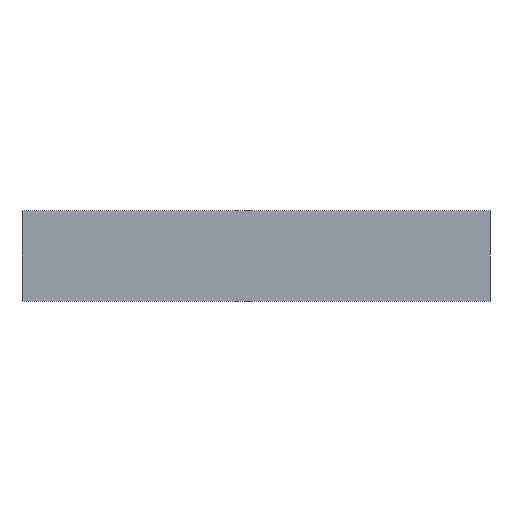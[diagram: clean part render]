
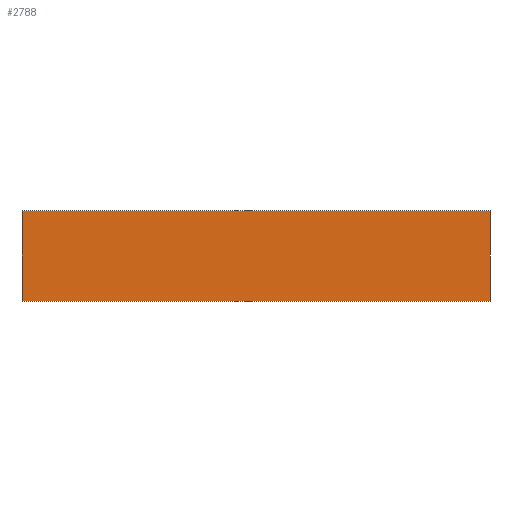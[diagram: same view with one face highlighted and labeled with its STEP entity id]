
A CAD part, left-side view. The second image highlights one B-rep face of the part: STEP entity #2788.
In plain terms, the highlighted planar face has unit normal (-1, 0, 0).
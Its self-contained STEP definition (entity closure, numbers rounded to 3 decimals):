
#2716=CARTESIAN_POINT('',(-0.01,3.205,-0.01));
#2717=VERTEX_POINT('',#2716);
#2724=CARTESIAN_POINT('',(-0.01,3.205,0.61));
#2725=VERTEX_POINT('',#2724);
#2726=CARTESIAN_POINT('',(-0.01,3.205,0.61));
#2727=DIRECTION('',(0.0,0.0,-1.0));
#2728=VECTOR('',#2727,0.62);
#2729=LINE('',#2726,#2728);
#2730=EDGE_CURVE('',#2725,#2717,#2729,.T.);
#2746=CARTESIAN_POINT('',(-0.01,-0.005,-0.01));
#2747=VERTEX_POINT('',#2746);
#2754=CARTESIAN_POINT('',(-0.01,3.205,-0.01));
#2755=DIRECTION('',(0.0,-1.0,0.0));
#2756=VECTOR('',#2755,3.21);
#2757=LINE('',#2754,#2756);
#2758=EDGE_CURVE('',#2717,#2747,#2757,.T.);
#2765=CARTESIAN_POINT('',(-0.01,0.0,-0.01));
#2766=DIRECTION('',(-1.0,0.0,0.0));
#2767=DIRECTION('',(0.0,0.0,1.0));
#2768=AXIS2_PLACEMENT_3D('',#2765,#2766,#2767);
#2769=PLANE('',#2768);
#2770=CARTESIAN_POINT('',(-0.01,-0.005,0.61));
#2771=VERTEX_POINT('',#2770);
#2772=CARTESIAN_POINT('',(-0.01,-0.005,-0.01));
#2773=DIRECTION('',(0.0,0.0,1.0));
#2774=VECTOR('',#2773,0.62);
#2775=LINE('',#2772,#2774);
#2776=EDGE_CURVE('',#2747,#2771,#2775,.T.);
#2777=ORIENTED_EDGE('',*,*,#2776,.T.);
#2778=CARTESIAN_POINT('',(-0.01,3.205,0.61));
#2779=DIRECTION('',(0.0,-1.0,0.0));
#2780=VECTOR('',#2779,3.21);
#2781=LINE('',#2778,#2780);
#2782=EDGE_CURVE('',#2725,#2771,#2781,.T.);
#2783=ORIENTED_EDGE('',*,*,#2782,.F.);
#2784=ORIENTED_EDGE('',*,*,#2730,.T.);
#2785=ORIENTED_EDGE('',*,*,#2758,.T.);
#2786=EDGE_LOOP('',(#2777,#2783,#2784,#2785));
#2787=FACE_OUTER_BOUND('',#2786,.T.);
#2788=ADVANCED_FACE('',(#2787),#2769,.T.);
